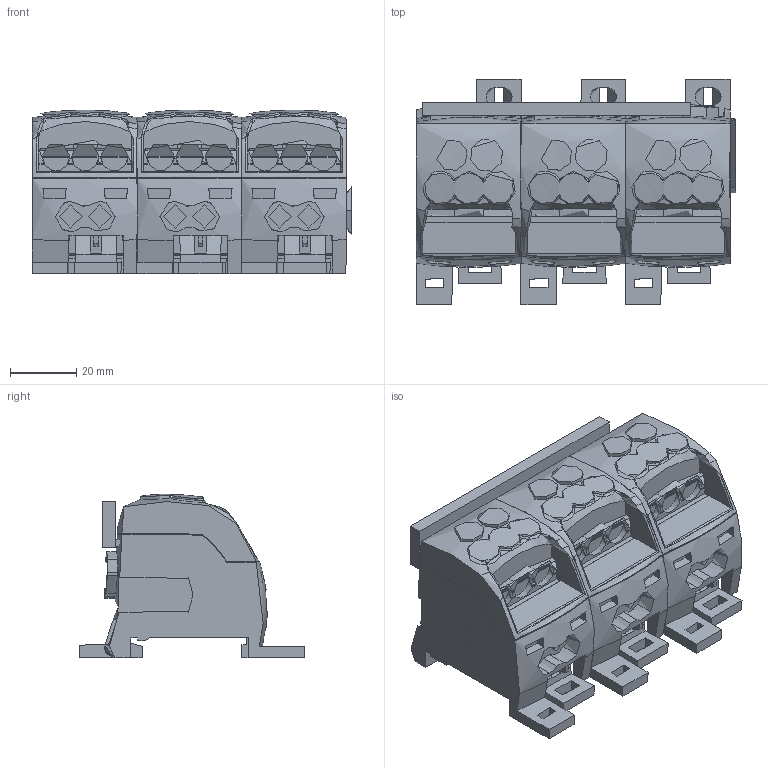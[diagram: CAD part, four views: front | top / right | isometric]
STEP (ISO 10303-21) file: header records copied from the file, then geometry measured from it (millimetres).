
FILE_DESCRIPTION(('CATIA V5 STEP Exchange','CAx-IF Rec.Pracs.--- Model Styling and Organization---1.4--- 2014-01-23'),'2;1');
FILE_NAME ('1215426-1_2', '2023-09-07T09:39:53+00:00', ('none'), ('Weidmueller'), 'CATIA Version 5-6 Release 2016 SP3 HF44', 'CATIA V5 STEP AP214', 'none');
FILE_SCHEMA(('AUTOMOTIVE_DESIGN { 1 0 10303 214 1 1 1 1 }'));
Products named in the file (1): 2725300000
Bounding box: 96.21 x 68 x 49.36 mm (x, y, z)
Volume: 141069.5 mm3; surface area: 53711.9 mm2
Topology: 7 solids, 7 shells, 903 faces, 3057 edges, 2189 vertices
Faces by surface type: plane 459, bspline 216, cone 159, cylinder 42, extrusion 15, revolution 12
Entity records: 71200 total; most frequent: CARTESIAN_POINT 48490, ORIENTED_EDGE 6084, EDGE_CURVE 3042, DIRECTION 2612, VERTEX_POINT 2189, B_SPLINE_CURVE_WITH_KNOTS 1725, VECTOR 1212, LINE 1197
